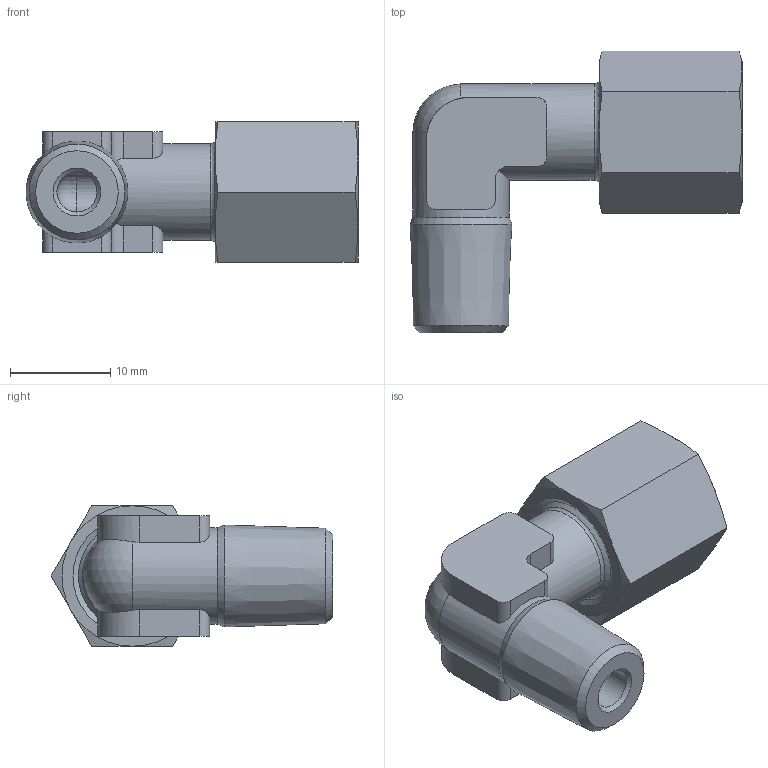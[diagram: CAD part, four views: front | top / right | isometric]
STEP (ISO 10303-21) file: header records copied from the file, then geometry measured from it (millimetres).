
FILE_DESCRIPTION(( 'OX.16.06.18.stp' ), '1');
FILE_NAME( 'OX.16.06.18.stp', '2021-02-26T18:20:26',( 'Sopra'),('sopra-pneumatic.com'), 'SwSTEP 2.0','SolidWorks 2009','' );
FILE_SCHEMA( ( 'CONFIG_CONTROL_DESIGN' ) );
Length unit declared in the file: millimetre
Products named in the file (1): _NC-WEV-06LRK 1.8 718.2401.100.20
Bounding box: 33.08 x 28.08 x 14 mm (x, y, z)
Volume: 4352.4 mm3; surface area: 2857.6 mm2
Topology: 1 solids, 1 shells, 63 faces, 157 edges, 96 vertices
Faces by surface type: plane 24, cone 19, cylinder 17, sphere 2, torus 1
Full cylindrical faces by diameter (mm): 4 x2, 6 x1, 9.6 x2
Entity records: 1940 total; most frequent: CARTESIAN_POINT 516, ORIENTED_EDGE 280, DIRECTION 274, EDGE_CURVE 140, AXIS2_PLACEMENT_3D 112, VERTEX_POINT 94, EDGE_LOOP 80, FACE_OUTER_BOUND 69
